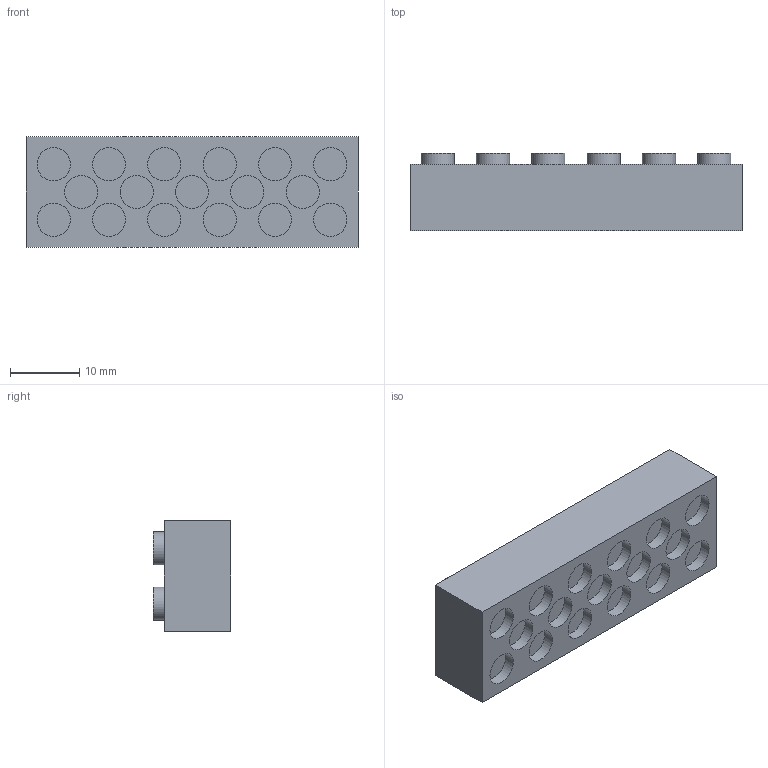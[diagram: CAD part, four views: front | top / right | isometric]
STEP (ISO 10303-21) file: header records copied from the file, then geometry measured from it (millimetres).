
FILE_DESCRIPTION(/* description */ ('Unknown'),/* implementation_level */ '2;1');
FILE_NAME(/* name */ 'lego2x6_yellow_CSchanged',/* time_stamp */ '2023-07-18T11:32:20+02:00',/* author */ ('Unknown'),/* organization */ ('Unknown'),/* preprocessor_version */ 'ST-DEVELOPER v18.1',/* originating_system */ 'Solid Edge',/* authorisation */ 'Unknown');
FILE_SCHEMA (('AUTOMOTIVE_DESIGN {1 0 10303 214 3 1 1}'));
Length unit declared in the file: millimetre
Products named in the file (1): lego2x6_yellow_CSchanged
Bounding box: 48 x 11.2 x 16 mm (x, y, z)
Volume: 7228 mm3; surface area: 3464.5 mm2
Topology: 1 solids, 1 shells, 64 faces, 114 edges, 81 vertices
Faces by surface type: plane 35, cylinder 29
Full cylindrical faces by diameter (mm): 4.8 x29
Entity records: 1346 total; most frequent: DIRECTION 258, CARTESIAN_POINT 201, ORIENTED_EDGE 140, AXIS2_PLACEMENT_3D 123, EDGE_LOOP 122, FACE_BOUND 122, EDGE_CURVE 70, VERTEX_POINT 66
